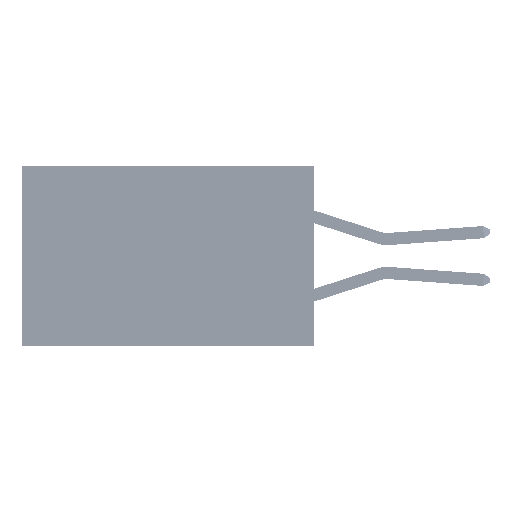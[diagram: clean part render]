
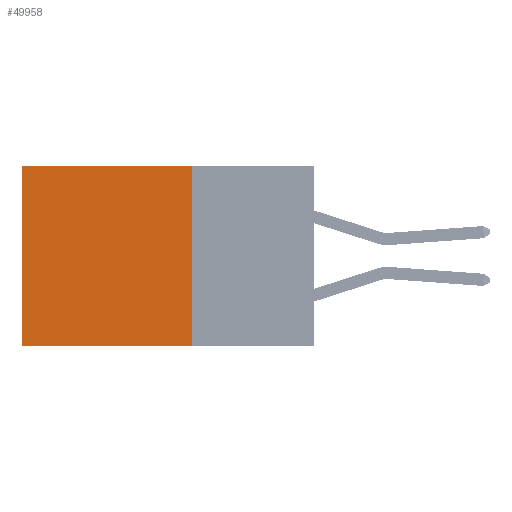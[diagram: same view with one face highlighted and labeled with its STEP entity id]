
A CAD part, left-side view. The second image highlights one B-rep face of the part: STEP entity #49958.
In plain terms, the highlighted planar face has unit normal (-1, 0, 0).
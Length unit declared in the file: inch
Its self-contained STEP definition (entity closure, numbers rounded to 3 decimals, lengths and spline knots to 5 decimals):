
#1245 = EDGE_CURVE ( 'NONE', #45947, #47799, #24071, .T. ) ;
#1721 = CARTESIAN_POINT ( 'NONE',  ( 0.2875, 0.25, 0. ) ) ;
#2524 = VECTOR ( 'NONE', #18948, 39.37008 ) ;
#5797 = EDGE_CURVE ( 'NONE', #31039, #45903, #23649, .T. ) ;
#5923 = EDGE_CURVE ( 'NONE', #45947, #31039, #42767, .T. ) ;
#6374 = EDGE_CURVE ( 'NONE', #47799, #45903, #11204, .T. ) ;
#8230 = AXIS2_PLACEMENT_3D ( 'NONE', #1721, #13901, #21516 ) ;
#11204 = LINE ( 'NONE', #14048, #50792 ) ;
#11801 = DIRECTION ( 'NONE',  ( 0., 0., -1. ) ) ;
#13159 = FACE_OUTER_BOUND ( 'NONE', #14991, .T. ) ;
#13901 = DIRECTION ( 'NONE',  ( 1., 0., 0. ) ) ;
#14048 = CARTESIAN_POINT ( 'NONE',  ( 0.2875, 0.25, -0.37 ) ) ;
#14991 = EDGE_LOOP ( 'NONE', ( #27869, #24235, #33623, #38995 ) ) ;
#17346 = CARTESIAN_POINT ( 'NONE',  ( 0.2875, 0.25, -0.37 ) ) ;
#18948 = DIRECTION ( 'NONE',  ( 0., 1., 0. ) ) ;
#21516 = DIRECTION ( 'NONE',  ( 0., 0., -1. ) ) ;
#21743 = CARTESIAN_POINT ( 'NONE',  ( 0.2875, 0.6, 0. ) ) ;
#23649 = LINE ( 'NONE', #34117, #47154 ) ;
#24071 = LINE ( 'NONE', #40068, #42595 ) ;
#24235 = ORIENTED_EDGE ( 'NONE', *, *, #6374, .F. ) ;
#25984 = PLANE ( 'NONE',  #8230 ) ;
#27869 = ORIENTED_EDGE ( 'NONE', *, *, #5797, .T. ) ;
#29573 = DIRECTION ( 'NONE',  ( 0., 1., 0. ) ) ;
#29979 = DIRECTION ( 'NONE',  ( 0., 0., -1. ) ) ;
#31039 = VERTEX_POINT ( 'NONE', #21743 ) ;
#33623 = ORIENTED_EDGE ( 'NONE', *, *, #1245, .F. ) ;
#34117 = CARTESIAN_POINT ( 'NONE',  ( 0.2875, 0.6, 0. ) ) ;
#37368 = CARTESIAN_POINT ( 'NONE',  ( 0.2875, 0.6, -0.37 ) ) ;
#38610 = CARTESIAN_POINT ( 'NONE',  ( 0.2875, 0.25, 0. ) ) ;
#38995 = ORIENTED_EDGE ( 'NONE', *, *, #5923, .T. ) ;
#40068 = CARTESIAN_POINT ( 'NONE',  ( 0.2875, 0.25, 0. ) ) ;
#42595 = VECTOR ( 'NONE', #11801, 39.37008 ) ;
#42767 = LINE ( 'NONE', #38610, #2524 ) ;
#45903 = VERTEX_POINT ( 'NONE', #37368 ) ;
#45947 = VERTEX_POINT ( 'NONE', #49303 ) ;
#47154 = VECTOR ( 'NONE', #29979, 39.37008 ) ;
#47799 = VERTEX_POINT ( 'NONE', #17346 ) ;
#49303 = CARTESIAN_POINT ( 'NONE',  ( 0.2875, 0.25, 0. ) ) ;
#49958 = ADVANCED_FACE ( 'NONE', ( #13159 ), #25984, .F. ) ;
#50792 = VECTOR ( 'NONE', #29573, 39.37008 ) ;
